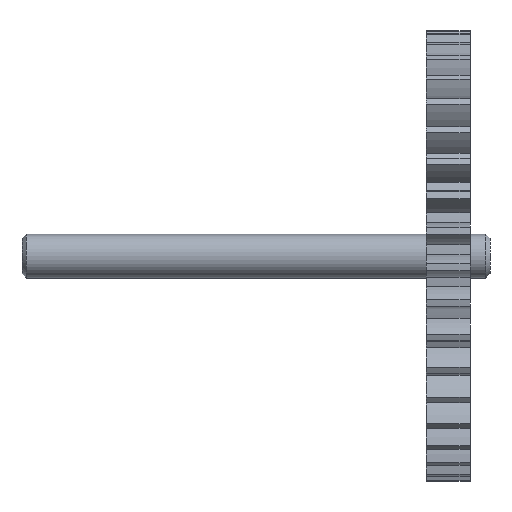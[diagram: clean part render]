
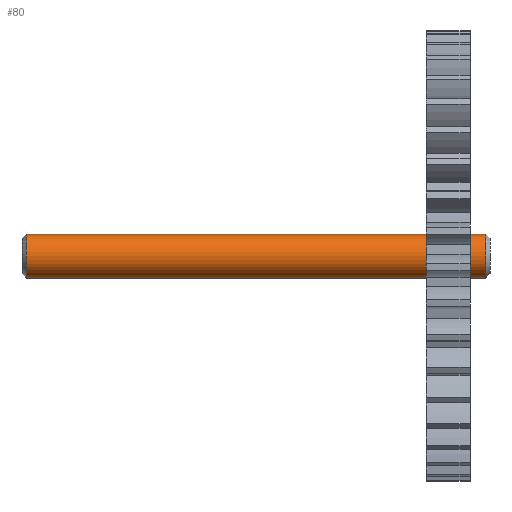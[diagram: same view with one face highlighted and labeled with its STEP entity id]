
A CAD part, left-side view. The second image highlights one B-rep face of the part: STEP entity #80.
In plain terms, the highlighted cylindrical face has radius 0.5 mm (diameter 1 mm), a partial arc.
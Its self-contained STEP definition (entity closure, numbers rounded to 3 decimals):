
#80 = ADVANCED_FACE ( 'NONE', ( #4294 ), #1867, .T. ) ;
#227 = VECTOR ( 'NONE', #742, 1000. ) ;
#507 = CARTESIAN_POINT ( 'NONE',  ( 0., 9.9, 0.5 ) ) ;
#632 = CIRCLE ( 'NONE', #4038, 0.5 ) ;
#742 = DIRECTION ( 'NONE',  ( 0., 1., 0. ) ) ;
#874 = EDGE_CURVE ( 'NONE', #3806, #3427, #2204, .T. ) ;
#1006 = DIRECTION ( 'NONE',  ( 0., 1., 0. ) ) ;
#1040 = DIRECTION ( 'NONE',  ( 0., 1., 0. ) ) ;
#1041 = VERTEX_POINT ( 'NONE', #2402 ) ;
#1358 = ORIENTED_EDGE ( 'NONE', *, *, #4877, .F. ) ;
#1366 = CARTESIAN_POINT ( 'NONE',  ( 0., 9.9, -0.5 ) ) ;
#1569 = VERTEX_POINT ( 'NONE', #4754 ) ;
#1811 = AXIS2_PLACEMENT_3D ( 'NONE', #5866, #2681, #5930 ) ;
#1867 = CYLINDRICAL_SURFACE ( 'NONE', #3463, 0.5 ) ;
#1958 = CARTESIAN_POINT ( 'NONE',  ( 0., -0.55, 0. ) ) ;
#2204 = CIRCLE ( 'NONE', #1811, 0.5 ) ;
#2292 = ORIENTED_EDGE ( 'NONE', *, *, #3839, .T. ) ;
#2327 = CARTESIAN_POINT ( 'NONE',  ( 0., -0.65, 0.5 ) ) ;
#2402 = CARTESIAN_POINT ( 'NONE',  ( 0., -0.55, -0.5 ) ) ;
#2681 = DIRECTION ( 'NONE',  ( 0., -1., 0. ) ) ;
#2701 = LINE ( 'NONE', #3119, #5664 ) ;
#2889 = DIRECTION ( 'NONE',  ( 0., 0., 1. ) ) ;
#3119 = CARTESIAN_POINT ( 'NONE',  ( 0., -0.65, -0.5 ) ) ;
#3227 = CARTESIAN_POINT ( 'NONE',  ( 0., -0.65, 0. ) ) ;
#3427 = VERTEX_POINT ( 'NONE', #1366 ) ;
#3463 = AXIS2_PLACEMENT_3D ( 'NONE', #3227, #1006, #4682 ) ;
#3504 = ORIENTED_EDGE ( 'NONE', *, *, #3613, .T. ) ;
#3512 = EDGE_LOOP ( 'NONE', ( #1358, #2292, #3504, #4919 ) ) ;
#3613 = EDGE_CURVE ( 'NONE', #1569, #3806, #4618, .T. ) ;
#3806 = VERTEX_POINT ( 'NONE', #507 ) ;
#3839 = EDGE_CURVE ( 'NONE', #1041, #1569, #632, .T. ) ;
#4038 = AXIS2_PLACEMENT_3D ( 'NONE', #1958, #1040, #2889 ) ;
#4294 = FACE_OUTER_BOUND ( 'NONE', #3512, .T. ) ;
#4485 = DIRECTION ( 'NONE',  ( 0., 1., 0. ) ) ;
#4618 = LINE ( 'NONE', #2327, #227 ) ;
#4682 = DIRECTION ( 'NONE',  ( 0., 0., 1. ) ) ;
#4754 = CARTESIAN_POINT ( 'NONE',  ( 0., -0.55, 0.5 ) ) ;
#4877 = EDGE_CURVE ( 'NONE', #1041, #3427, #2701, .T. ) ;
#4919 = ORIENTED_EDGE ( 'NONE', *, *, #874, .T. ) ;
#5664 = VECTOR ( 'NONE', #4485, 1000. ) ;
#5866 = CARTESIAN_POINT ( 'NONE',  ( 0., 9.9, 0. ) ) ;
#5930 = DIRECTION ( 'NONE',  ( 0., 0., 1. ) ) ;
